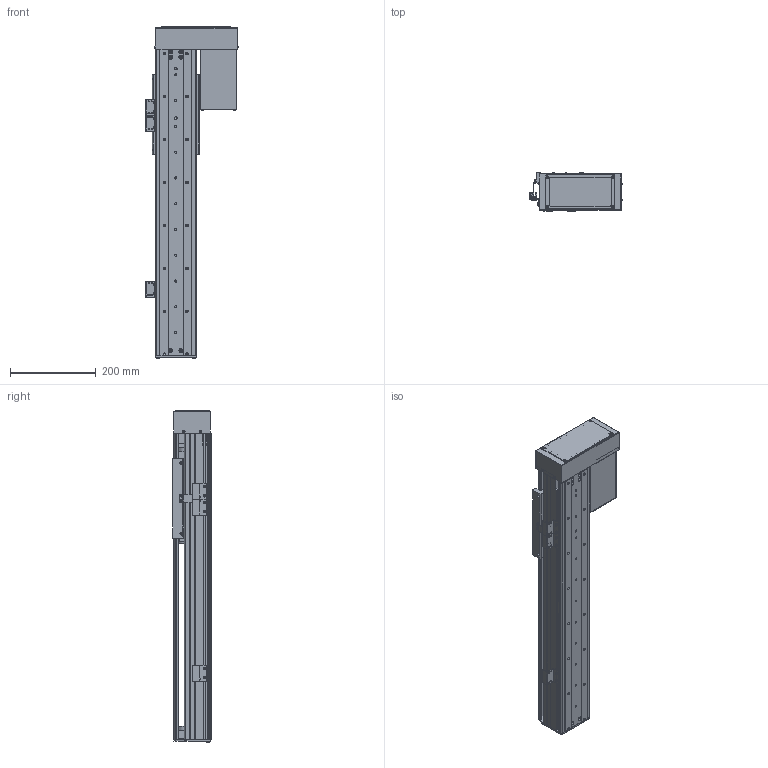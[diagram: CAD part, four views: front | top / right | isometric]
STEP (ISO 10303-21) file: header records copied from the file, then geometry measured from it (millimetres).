
FILE_DESCRIPTION (( 'STEP AP203' ), '1' );
FILE_NAME ('HR090-XX1-PR-400-XX-SL-OF.STEP', '2020-07-30T07:30:02', ( '彌營遵' ), ( '' ), 'SwSTEP 2.0', 'SolidWorks 2013', '' );
FILE_SCHEMA (( 'CONFIG_CONTROL_DESIGN' ));
Length unit declared in the file: millimetre
Products named in the file (30): hg-kr23_; MOTOR COVER C(p); 煽溺滲唳b.h(堅薑)-1(p); HR090滲唳b.h(雖雖)-1(x); HR090-XX1-PR-400-XX-SL-OF; FRONT PLATE ASSY(PR); HR0901(x)-400; HR090滲唳CARRIER(偃摹)(x); HR奢辨 SENSOR BRK; HR090滲唳upper cover-6(x)P-400; HR090滲唳END COVER(x); socket head cap screw_ks_KS 1003 - M3 x 10 x 10-N; FRONT PLATE(p)-1; HRbearing cap(x); socket head cap screw_ks_KS 1003 - M3 x 5 x 5-N; F.P.C(p); EE-SX-674_ル遽; HR090 BASE P-X蹴; spring lock washer_ks_KS 1324 - M3; 唯衛璽(p); SENSOR_1; HR0902(x); round cross head screw_ks_KS 1023 RC - M3 x 5-N; TENSION PLATE(p); SENSOR_2; HR090ballnut(x); socket head cap screw_ks_KS 1003 - M4 x 10 x 10-N; MOTOR COVER(p); SNESOR DOG HR095; HR090damper(x)
Assembly tree (66 placements, depth 3):
  HR090-XX1-PR-400-XX-SL-OF
    HR090 BASE P-X蹴
    HR0902(x)  x2
    HR090ballnut(x)
    HR090damper(x)  x2
    HR090滲唳b.h(雖雖)-1(x)
    HR090滲唳CARRIER(偃摹)(x)
    HR090滲唳END COVER(x)
    HRbearing cap(x)
    SENSOR_1  x2
      EE-SX-674_ル遽
    SENSOR_2
      EE-SX-674_ル遽
    SNESOR DOG HR095
    煽溺滲唳b.h(堅薑)-1(p)
    HR0901(x)-400
    HR090滲唳upper cover-6(x)P-400
    FRONT PLATE ASSY(PR)
      FRONT PLATE(p)-1
      F.P.C(p)
      唯衛璽(p)
      TENSION PLATE(p)
      MOTOR COVER(p)
      MOTOR COVER C(p)
    HR奢辨 SENSOR BRK  x3
    socket head cap screw_ks_KS 1003 - M3 x 10 x 10-N  x8
    socket head cap screw_ks_KS 1003 - M3 x 5 x 5-N  x8
    spring lock washer_ks_KS 1324 - M3  x2
    round cross head screw_ks_KS 1023 RC - M3 x 5-N  x16
    socket head cap screw_ks_KS 1003 - M4 x 10 x 10-N  x2
    hg-kr23_
Bounding box: 214.39 x 89 x 773.09 mm (x, y, z)
Volume: 2941527.3 mm3; surface area: 1130917.8 mm2
Topology: 63 solids, 63 shells, 3394 faces, 8785 edges, 5515 vertices
Faces by surface type: plane 1669, cylinder 1117, cone 372, torus 172, bspline 32, sphere 32
Entity records: 69975 total; most frequent: CARTESIAN_POINT 12813, DIRECTION 11413, ORIENTED_EDGE 10846, EDGE_CURVE 5423, AXIS2_PLACEMENT_3D 4135, VERTEX_POINT 3531, VECTOR 3143, LINE 3143
